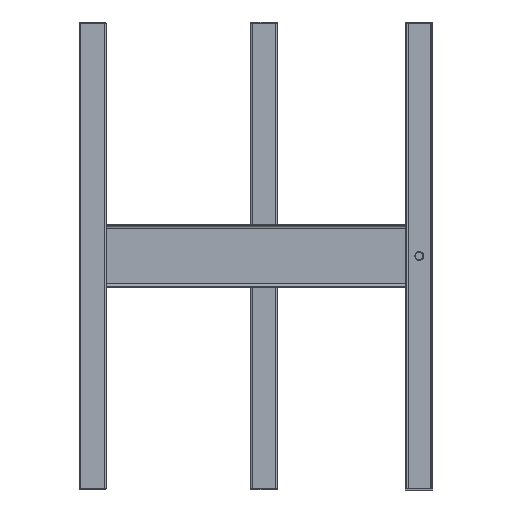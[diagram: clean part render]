
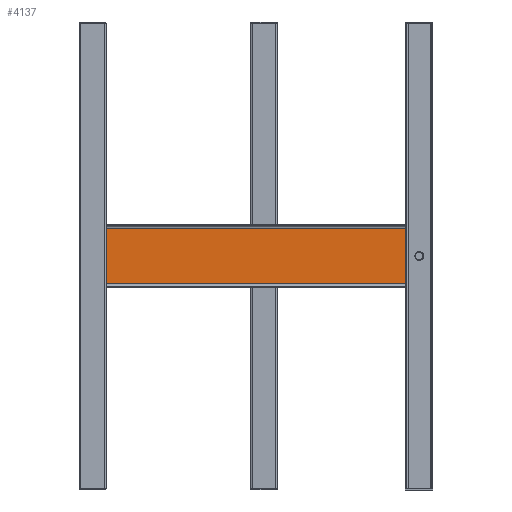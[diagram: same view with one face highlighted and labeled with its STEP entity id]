
A CAD part, left-side view. The second image highlights one B-rep face of the part: STEP entity #4137.
In plain terms, the highlighted planar face has unit normal (-1, 0, 0).
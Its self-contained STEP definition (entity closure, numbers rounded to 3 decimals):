
#232 = VERTEX_POINT ( 'NONE', #5916 ) ;
#374 = CARTESIAN_POINT ( 'NONE',  ( -753.45, 153.4, -154.9 ) ) ;
#498 = DIRECTION ( 'NONE',  ( 0., 0., 1. ) ) ;
#586 = CARTESIAN_POINT ( 'NONE',  ( -753.45, 1810., -154.9 ) ) ;
#658 = ORIENTED_EDGE ( 'NONE', *, *, #3923, .F. ) ;
#895 = VECTOR ( 'NONE', #3439, 1000. ) ;
#1856 = CARTESIAN_POINT ( 'NONE',  ( -753.45, 1810., 154.9 ) ) ;
#2255 = EDGE_LOOP ( 'NONE', ( #4202, #5542, #7785, #658 ) ) ;
#2719 = VECTOR ( 'NONE', #4643, 1000. ) ;
#2790 = PLANE ( 'NONE',  #5149 ) ;
#2797 = CARTESIAN_POINT ( 'NONE',  ( -753.45, 1810., 154.9 ) ) ;
#3076 = VERTEX_POINT ( 'NONE', #374 ) ;
#3439 = DIRECTION ( 'NONE',  ( 0., -1., 0. ) ) ;
#3566 = DIRECTION ( 'NONE',  ( 0., 0., -1. ) ) ;
#3923 = EDGE_CURVE ( 'NONE', #5324, #8979, #6043, .T. ) ;
#4035 = EDGE_CURVE ( 'NONE', #5324, #3076, #8248, .T. ) ;
#4137 = ADVANCED_FACE ( 'NONE', ( #7057 ), #2790, .T. ) ;
#4202 = ORIENTED_EDGE ( 'NONE', *, *, #4035, .T. ) ;
#4643 = DIRECTION ( 'NONE',  ( 0., -1., 0. ) ) ;
#4665 = DIRECTION ( 'NONE',  ( 0., 0., 1. ) ) ;
#4673 = CARTESIAN_POINT ( 'NONE',  ( -753.45, 153.4, -154.9 ) ) ;
#4691 = VECTOR ( 'NONE', #4665, 1000. ) ;
#4735 = LINE ( 'NONE', #1856, #2719 ) ;
#4759 = CARTESIAN_POINT ( 'NONE',  ( -753.45, 1810., -154.9 ) ) ;
#4892 = DIRECTION ( 'NONE',  ( -1., 0., 0. ) ) ;
#5149 = AXIS2_PLACEMENT_3D ( 'NONE', #6325, #4892, #3566 ) ;
#5324 = VERTEX_POINT ( 'NONE', #7786 ) ;
#5476 = VECTOR ( 'NONE', #498, 1000. ) ;
#5542 = ORIENTED_EDGE ( 'NONE', *, *, #6196, .T. ) ;
#5916 = CARTESIAN_POINT ( 'NONE',  ( -753.45, 153.4, 154.9 ) ) ;
#6043 = LINE ( 'NONE', #4759, #4691 ) ;
#6196 = EDGE_CURVE ( 'NONE', #3076, #232, #9051, .T. ) ;
#6325 = CARTESIAN_POINT ( 'NONE',  ( -753.45, 1810., -154.9 ) ) ;
#7057 = FACE_OUTER_BOUND ( 'NONE', #2255, .T. ) ;
#7496 = EDGE_CURVE ( 'NONE', #8979, #232, #4735, .T. ) ;
#7785 = ORIENTED_EDGE ( 'NONE', *, *, #7496, .F. ) ;
#7786 = CARTESIAN_POINT ( 'NONE',  ( -753.45, 1810., -154.9 ) ) ;
#8248 = LINE ( 'NONE', #586, #895 ) ;
#8979 = VERTEX_POINT ( 'NONE', #2797 ) ;
#9051 = LINE ( 'NONE', #4673, #5476 ) ;
